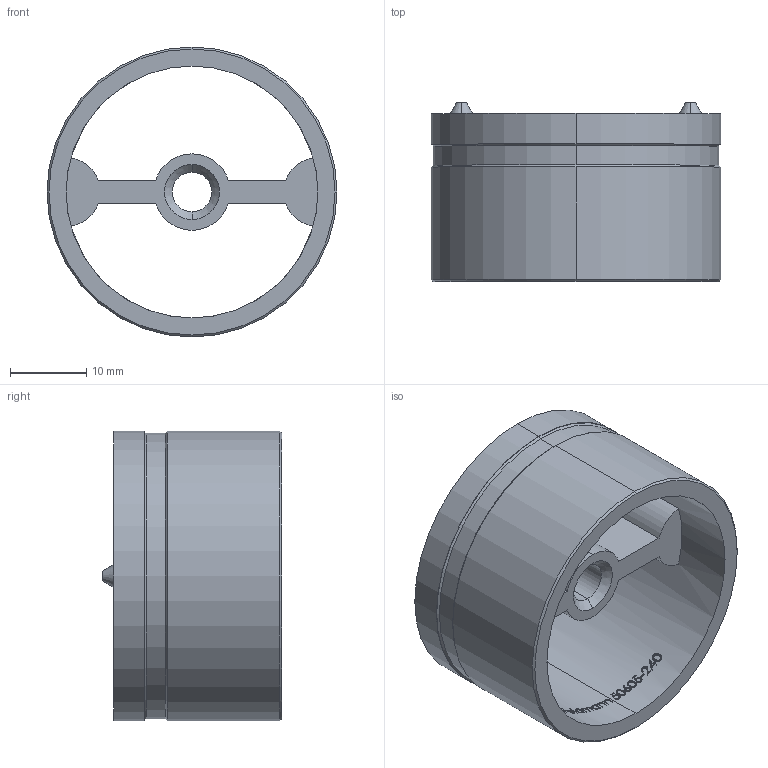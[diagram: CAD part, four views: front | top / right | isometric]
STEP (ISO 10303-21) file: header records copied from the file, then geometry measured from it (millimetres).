
FILE_DESCRIPTION (( 'STEP AP203' ), '1' );
FILE_NAME ('50605-240.STEP', '2020-11-12T13:44:40', ( '' ), ( '' ), 'SwSTEP 2.0', 'SolidWorks 2018', '' );
FILE_SCHEMA (( 'CONFIG_CONTROL_DESIGN' ));
Length unit declared in the file: millimetre
Products named in the file (2): 50605-240
Bounding box: 38 x 23.5 x 38 mm (x, y, z)
Volume: 8266 mm3; surface area: 6829.7 mm2
Topology: 1 solids, 1 shells, 265 faces, 695 edges, 460 vertices
Faces by surface type: bspline 106, plane 103, cylinder 42, cone 14
Entity records: 12932 total; most frequent: CARTESIAN_POINT 6896, ORIENTED_EDGE 1390, DIRECTION 917, EDGE_CURVE 695, VERTEX_POINT 460, VECTOR 323, LINE 323, EDGE_LOOP 299
